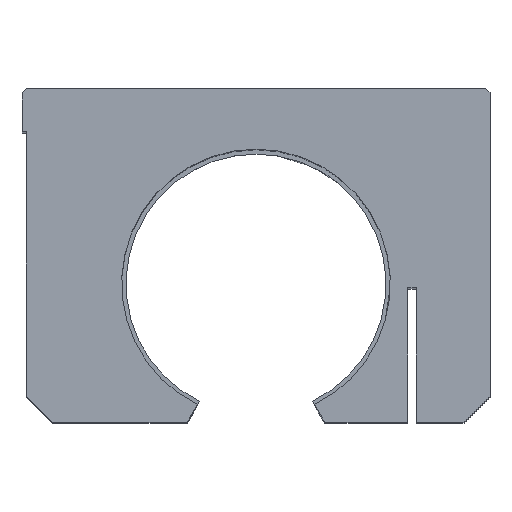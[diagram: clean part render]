
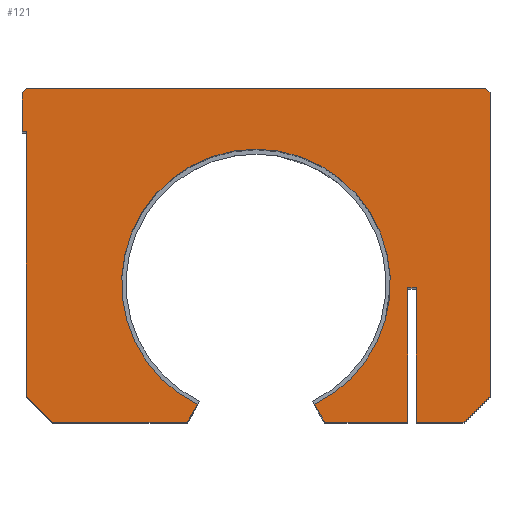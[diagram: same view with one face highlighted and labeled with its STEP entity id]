
A CAD part, top view. The second image highlights one B-rep face of the part: STEP entity #121.
In plain terms, the highlighted planar face has unit normal (0, 0, 1).
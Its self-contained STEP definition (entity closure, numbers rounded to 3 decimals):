
#121 = ADVANCED_FACE( '', ( #283 ), #284, .T. );
#283 = FACE_OUTER_BOUND( '', #532, .T. );
#284 = PLANE( '', #533 );
#532 = EDGE_LOOP( '', ( #1016, #1017, #1018, #1019, #1020, #1021, #1022, #1023, #1024, #1025, #1026, #1027, #1028, #1029, #1030, #1031, #1032, #1033, #1034 ) );
#533 = AXIS2_PLACEMENT_3D( '', #1035, #1036, #1037 );
#1016 = ORIENTED_EDGE( '', *, *, #1731, .T. );
#1017 = ORIENTED_EDGE( '', *, *, #1741, .F. );
#1018 = ORIENTED_EDGE( '', *, *, #1742, .T. );
#1019 = ORIENTED_EDGE( '', *, *, #1743, .T. );
#1020 = ORIENTED_EDGE( '', *, *, #1744, .T. );
#1021 = ORIENTED_EDGE( '', *, *, #1745, .F. );
#1022 = ORIENTED_EDGE( '', *, *, #1746, .F. );
#1023 = ORIENTED_EDGE( '', *, *, #1747, .F. );
#1024 = ORIENTED_EDGE( '', *, *, #1748, .F. );
#1025 = ORIENTED_EDGE( '', *, *, #1749, .F. );
#1026 = ORIENTED_EDGE( '', *, *, #1750, .F. );
#1027 = ORIENTED_EDGE( '', *, *, #1751, .F. );
#1028 = ORIENTED_EDGE( '', *, *, #1752, .F. );
#1029 = ORIENTED_EDGE( '', *, *, #1753, .F. );
#1030 = ORIENTED_EDGE( '', *, *, #1754, .F. );
#1031 = ORIENTED_EDGE( '', *, *, #1755, .F. );
#1032 = ORIENTED_EDGE( '', *, *, #1738, .T. );
#1033 = ORIENTED_EDGE( '', *, *, #1657, .T. );
#1034 = ORIENTED_EDGE( '', *, *, #1756, .T. );
#1035 = CARTESIAN_POINT( '', ( 0., 0., 176. ) );
#1036 = DIRECTION( '', ( 0., 0., 1. ) );
#1037 = DIRECTION( '', ( 1., 0., 0. ) );
#1657 = EDGE_CURVE( '', #1998, #1995, #1999, .T. );
#1731 = EDGE_CURVE( '', #2120, #2118, #2121, .T. );
#1738 = EDGE_CURVE( '', #2131, #1998, #2132, .T. );
#1741 = EDGE_CURVE( '', #2136, #2118, #2137, .T. );
#1742 = EDGE_CURVE( '', #2136, #2138, #2139, .T. );
#1743 = EDGE_CURVE( '', #2138, #2140, #2141, .T. );
#1744 = EDGE_CURVE( '', #2140, #2142, #2143, .T. );
#1745 = EDGE_CURVE( '', #2144, #2142, #2145, .T. );
#1746 = EDGE_CURVE( '', #2146, #2144, #2147, .T. );
#1747 = EDGE_CURVE( '', #2148, #2146, #2149, .T. );
#1748 = EDGE_CURVE( '', #2150, #2148, #2151, .T. );
#1749 = EDGE_CURVE( '', #2152, #2150, #2153, .T. );
#1750 = EDGE_CURVE( '', #2154, #2152, #2155, .T. );
#1751 = EDGE_CURVE( '', #2156, #2154, #2157, .T. );
#1752 = EDGE_CURVE( '', #2158, #2156, #2159, .T. );
#1753 = EDGE_CURVE( '', #2160, #2158, #2161, .T. );
#1754 = EDGE_CURVE( '', #2162, #2160, #2163, .T. );
#1755 = EDGE_CURVE( '', #2131, #2162, #2164, .T. );
#1756 = EDGE_CURVE( '', #1995, #2120, #2165, .T. );
#1995 = VERTEX_POINT( '', #2502 );
#1998 = VERTEX_POINT( '', #2506 );
#1999 = CIRCLE( '', #2507, 31. );
#2118 = VERTEX_POINT( '', #2837 );
#2120 = VERTEX_POINT( '', #2840 );
#2121 = LINE( '', #2841, #2842 );
#2131 = VERTEX_POINT( '', #2858 );
#2132 = LINE( '', #2859, #2860 );
#2136 = VERTEX_POINT( '', #2866 );
#2137 = LINE( '', #2867, #2868 );
#2138 = VERTEX_POINT( '', #2869 );
#2139 = LINE( '', #2870, #2871 );
#2140 = VERTEX_POINT( '', #2872 );
#2141 = LINE( '', #2873, #2874 );
#2142 = VERTEX_POINT( '', #2875 );
#2143 = LINE( '', #2876, #2877 );
#2144 = VERTEX_POINT( '', #2878 );
#2145 = LINE( '', #2879, #2880 );
#2146 = VERTEX_POINT( '', #2881 );
#2147 = LINE( '', #2882, #2883 );
#2148 = VERTEX_POINT( '', #2884 );
#2149 = LINE( '', #2885, #2886 );
#2150 = VERTEX_POINT( '', #2887 );
#2151 = LINE( '', #2888, #2889 );
#2152 = VERTEX_POINT( '', #2890 );
#2153 = LINE( '', #2891, #2892 );
#2154 = VERTEX_POINT( '', #2893 );
#2155 = LINE( '', #2894, #2895 );
#2156 = VERTEX_POINT( '', #2896 );
#2157 = LINE( '', #2897, #2898 );
#2158 = VERTEX_POINT( '', #2899 );
#2159 = LINE( '', #2900, #2901 );
#2160 = VERTEX_POINT( '', #2902 );
#2161 = LINE( '', #2903, #2904 );
#2162 = VERTEX_POINT( '', #2905 );
#2163 = LINE( '', #2906, #2907 );
#2164 = LINE( '', #2908, #2909 );
#2165 = CIRCLE( '', #2910, 31. );
#2502 = CARTESIAN_POINT( '', ( 0., 63., 176. ) );
#2506 = CARTESIAN_POINT( '', ( -13.5, 4.094, 176. ) );
#2507 = AXIS2_PLACEMENT_3D( '', #3317, #3318, #3319 );
#2837 = CARTESIAN_POINT( '', ( 15.864, 0., 176. ) );
#2840 = CARTESIAN_POINT( '', ( 13.5, 4.094, 176. ) );
#2841 = CARTESIAN_POINT( '', ( 14.169, 2.935, 176. ) );
#2842 = VECTOR( '', #3461, 1. );
#2858 = CARTESIAN_POINT( '', ( -15.864, 0., 176. ) );
#2859 = CARTESIAN_POINT( '', ( -5.949, 17.173, 176. ) );
#2860 = VECTOR( '', #3468, 1. );
#2866 = CARTESIAN_POINT( '', ( 35., 0., 176. ) );
#2867 = CARTESIAN_POINT( '', ( -47., 0., 176. ) );
#2868 = VECTOR( '', #3471, 1. );
#2869 = CARTESIAN_POINT( '', ( 35., 31., 176. ) );
#2870 = CARTESIAN_POINT( '', ( 35., 0., 176. ) );
#2871 = VECTOR( '', #3472, 1. );
#2872 = CARTESIAN_POINT( '', ( 37., 31., 176. ) );
#2873 = CARTESIAN_POINT( '', ( 18.5, 31., 176. ) );
#2874 = VECTOR( '', #3473, 1. );
#2875 = CARTESIAN_POINT( '', ( 37., 0., 176. ) );
#2876 = CARTESIAN_POINT( '', ( 37., 0., 176. ) );
#2877 = VECTOR( '', #3474, 1. );
#2878 = CARTESIAN_POINT( '', ( 48., 0., 176. ) );
#2879 = CARTESIAN_POINT( '', ( -47., 0., 176. ) );
#2880 = VECTOR( '', #3475, 1. );
#2881 = CARTESIAN_POINT( '', ( 54., 6., 176. ) );
#2882 = CARTESIAN_POINT( '', ( 48., 0., 176. ) );
#2883 = VECTOR( '', #3476, 1. );
#2884 = CARTESIAN_POINT( '', ( 54., 76., 176. ) );
#2885 = CARTESIAN_POINT( '', ( 54., 6., 176. ) );
#2886 = VECTOR( '', #3477, 1. );
#2887 = CARTESIAN_POINT( '', ( 53., 77., 176. ) );
#2888 = CARTESIAN_POINT( '', ( 54., 76., 176. ) );
#2889 = VECTOR( '', #3478, 1. );
#2890 = CARTESIAN_POINT( '', ( -53., 77., 176. ) );
#2891 = CARTESIAN_POINT( '', ( 53., 77., 176. ) );
#2892 = VECTOR( '', #3479, 1. );
#2893 = CARTESIAN_POINT( '', ( -54., 76., 176. ) );
#2894 = CARTESIAN_POINT( '', ( -53., 77., 176. ) );
#2895 = VECTOR( '', #3480, 1. );
#2896 = CARTESIAN_POINT( '', ( -54., 67., 176. ) );
#2897 = CARTESIAN_POINT( '', ( -54., 76., 176. ) );
#2898 = VECTOR( '', #3481, 1. );
#2899 = CARTESIAN_POINT( '', ( -53., 67., 176. ) );
#2900 = CARTESIAN_POINT( '', ( -54., 67., 176. ) );
#2901 = VECTOR( '', #3482, 1. );
#2902 = CARTESIAN_POINT( '', ( -53., 6., 176. ) );
#2903 = CARTESIAN_POINT( '', ( -53., 67., 176. ) );
#2904 = VECTOR( '', #3483, 1. );
#2905 = CARTESIAN_POINT( '', ( -47., 0., 176. ) );
#2906 = CARTESIAN_POINT( '', ( -53., 6., 176. ) );
#2907 = VECTOR( '', #3484, 1. );
#2908 = CARTESIAN_POINT( '', ( -47., 0., 176. ) );
#2909 = VECTOR( '', #3485, 1. );
#2910 = AXIS2_PLACEMENT_3D( '', #3486, #3487, #3488 );
#3317 = CARTESIAN_POINT( '', ( 0., 32., 176. ) );
#3318 = DIRECTION( '', ( 0., 0., -1. ) );
#3319 = DIRECTION( '', ( 0., 1., 0. ) );
#3461 = DIRECTION( '', ( 0.5, -0.866, 0. ) );
#3468 = DIRECTION( '', ( 0.5, 0.866, 0. ) );
#3471 = DIRECTION( '', ( -1., 0., 0. ) );
#3472 = DIRECTION( '', ( 0., 1., 0. ) );
#3473 = DIRECTION( '', ( 1., 0., 0. ) );
#3474 = DIRECTION( '', ( 0., -1., 0. ) );
#3475 = DIRECTION( '', ( -1., 0., 0. ) );
#3476 = DIRECTION( '', ( -0.707, -0.707, 0. ) );
#3477 = DIRECTION( '', ( 0., -1., 0. ) );
#3478 = DIRECTION( '', ( 0.707, -0.707, 0. ) );
#3479 = DIRECTION( '', ( 1., 0., 0. ) );
#3480 = DIRECTION( '', ( 0.707, 0.707, 0. ) );
#3481 = DIRECTION( '', ( 0., 1., 0. ) );
#3482 = DIRECTION( '', ( -1., 0., 0. ) );
#3483 = DIRECTION( '', ( 0., 1., 0. ) );
#3484 = DIRECTION( '', ( -0.707, 0.707, 0. ) );
#3485 = DIRECTION( '', ( -1., 0., 0. ) );
#3486 = CARTESIAN_POINT( '', ( 0., 32., 176. ) );
#3487 = DIRECTION( '', ( 0., 0., -1. ) );
#3488 = DIRECTION( '', ( 0., 1., 0. ) );
